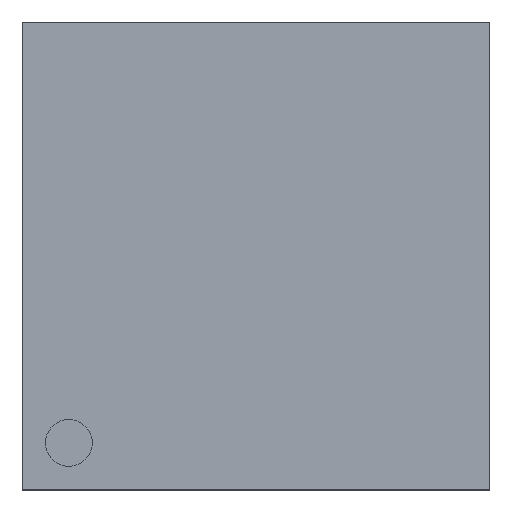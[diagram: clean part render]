
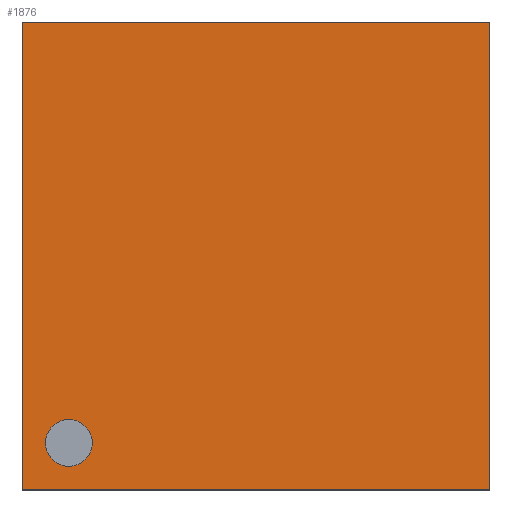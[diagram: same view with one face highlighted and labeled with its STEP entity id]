
A CAD part, top view. The second image highlights one B-rep face of the part: STEP entity #1876.
In plain terms, the highlighted planar face has unit normal (0, 0, 1).
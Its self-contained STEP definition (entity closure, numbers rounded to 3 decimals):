
#133=CARTESIAN_POINT('Vertex',(1.,-1.,0.7)) ;
#147=CARTESIAN_POINT('Vertex',(1.,1.,0.7)) ;
#150=CARTESIAN_POINT('Line Origine',(1.,0.,0.7)) ;
#191=CARTESIAN_POINT('Vertex',(-1.,1.,0.7)) ;
#205=CARTESIAN_POINT('Vertex',(-1.,-1.,0.7)) ;
#208=CARTESIAN_POINT('Line Origine',(-1.,0.,0.7)) ;
#265=CARTESIAN_POINT('Line Origine',(0.,1.,0.7)) ;
#1823=CARTESIAN_POINT('Line Origine',(0.,-1.,0.7)) ;
#1847=CARTESIAN_POINT('Axis2P3D Location',(0.,0.,0.7)) ;
#1858=CARTESIAN_POINT('Axis2P3D Location',(-0.8,-0.8,0.7)) ;
#1862=CARTESIAN_POINT('Vertex',(-0.7,-0.8,0.7)) ;
#1864=CARTESIAN_POINT('Vertex',(-0.9,-0.8,0.7)) ;
#1867=CARTESIAN_POINT('Axis2P3D Location',(-0.8,-0.8,0.7)) ;
#151=DIRECTION('Vector Direction',(0.,-1.,0.)) ;
#209=DIRECTION('Vector Direction',(0.,1.,0.)) ;
#266=DIRECTION('Vector Direction',(1.,0.,0.)) ;
#1824=DIRECTION('Vector Direction',(-1.,0.,0.)) ;
#1848=DIRECTION('Axis2P3D Direction',(0.,0.,1.)) ;
#1849=DIRECTION('Axis2P3D XDirection',(1.,0.,0.)) ;
#1859=DIRECTION('Axis2P3D Direction',(0.,0.,1.)) ;
#1868=DIRECTION('Axis2P3D Direction',(0.,0.,1.)) ;
#1850=AXIS2_PLACEMENT_3D('Plane Axis2P3D',#1847,#1848,#1849) ;
#1860=AXIS2_PLACEMENT_3D('Circle Axis2P3D',#1858,#1859,$) ;
#1869=AXIS2_PLACEMENT_3D('Circle Axis2P3D',#1867,#1868,$) ;
#1853=ORIENTED_EDGE('',*,*,#269,.T.) ;
#1854=ORIENTED_EDGE('',*,*,#212,.T.) ;
#1855=ORIENTED_EDGE('',*,*,#1827,.T.) ;
#1856=ORIENTED_EDGE('',*,*,#154,.T.) ;
#1873=ORIENTED_EDGE('',*,*,#1866,.F.) ;
#1874=ORIENTED_EDGE('',*,*,#1871,.F.) ;
#1875=FACE_BOUND('',#1872,.T.) ;
#152=VECTOR('Line Direction',#151,1.) ;
#210=VECTOR('Line Direction',#209,1.) ;
#267=VECTOR('Line Direction',#266,1.) ;
#1825=VECTOR('Line Direction',#1824,1.) ;
#1876=ADVANCED_FACE('PartBody',(#1857,#1875),#1851,.T.) ;
#1861=CIRCLE('generated circle',#1860,0.1) ;
#1870=CIRCLE('generated circle',#1869,0.1) ;
#154=EDGE_CURVE('',#134,#148,#153,.F.) ;
#212=EDGE_CURVE('',#192,#206,#211,.F.) ;
#269=EDGE_CURVE('',#148,#192,#268,.F.) ;
#1827=EDGE_CURVE('',#206,#134,#1826,.F.) ;
#1866=EDGE_CURVE('',#1863,#1865,#1861,.T.) ;
#1871=EDGE_CURVE('',#1865,#1863,#1870,.T.) ;
#1852=EDGE_LOOP('',(#1853,#1854,#1855,#1856)) ;
#1872=EDGE_LOOP('',(#1873,#1874)) ;
#1857=FACE_OUTER_BOUND('',#1852,.T.) ;
#153=LINE('Line',#150,#152) ;
#211=LINE('Line',#208,#210) ;
#268=LINE('Line',#265,#267) ;
#1826=LINE('Line',#1823,#1825) ;
#1851=PLANE('',#1850) ;
#134=VERTEX_POINT('',#133) ;
#148=VERTEX_POINT('',#147) ;
#192=VERTEX_POINT('',#191) ;
#206=VERTEX_POINT('',#205) ;
#1863=VERTEX_POINT('',#1862) ;
#1865=VERTEX_POINT('',#1864) ;
